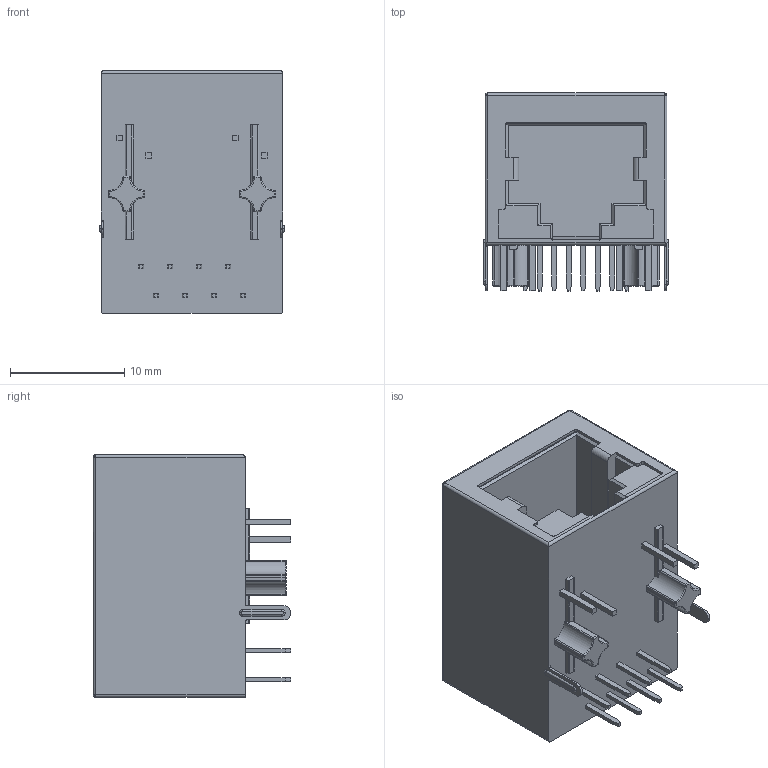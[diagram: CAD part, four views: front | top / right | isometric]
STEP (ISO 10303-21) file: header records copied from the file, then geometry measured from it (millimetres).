
FILE_DESCRIPTION (( 'STEP AP214' ), '1' );
FILE_NAME ('TMJ0011BBNL.STEP', '2022-11-04T10:53:51', ( '' ), ( '' ), 'SwSTEP 2.0', 'SolidWorks 2022', '' );
FILE_SCHEMA (( 'AUTOMOTIVE_DESIGN' ));
Length unit declared in the file: millimetre
Products named in the file (1): TMJ0011BBNL
Bounding box: 16.23 x 17.3 x 21.25 mm (x, y, z)
Volume: 3631.5 mm3; surface area: 2299.2 mm2
Topology: 1 solids, 1 shells, 627 faces, 1627 edges, 1058 vertices
Faces by surface type: plane 376, bspline 132, cylinder 79, sphere 24, torus 16
Entity records: 25601 total; most frequent: CARTESIAN_POINT 10949, ORIENTED_EDGE 3254, DIRECTION 2579, EDGE_CURVE 1627, LINE 1135, VECTOR 1135, VERTEX_POINT 1058, AXIS2_PLACEMENT_3D 722
